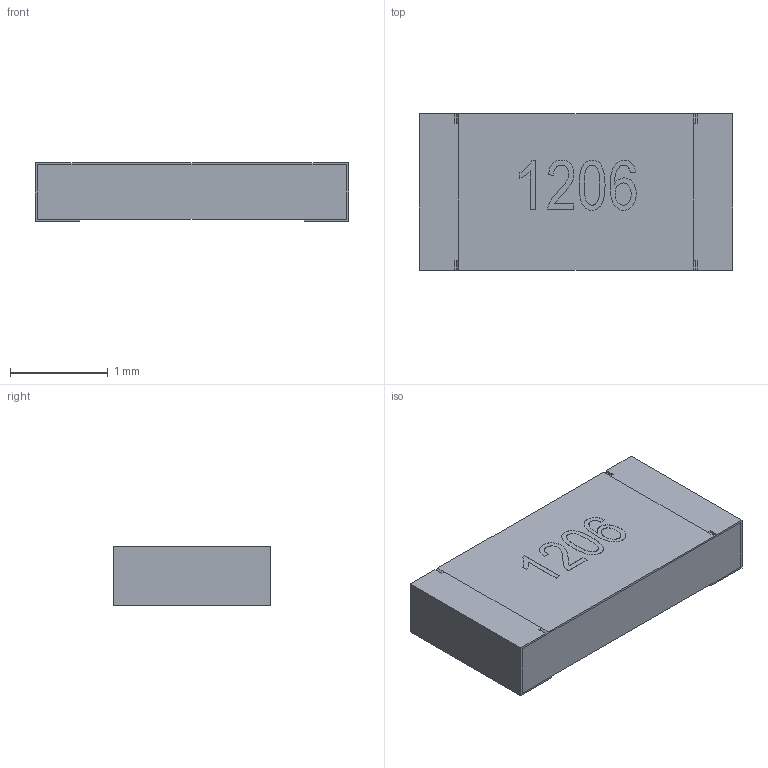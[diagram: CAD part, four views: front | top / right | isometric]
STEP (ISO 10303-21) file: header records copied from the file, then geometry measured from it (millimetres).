
FILE_DESCRIPTION(('FreeCAD Model'),'2;1');
FILE_NAME( 'R_1206.step', '2016-08-02T11:07:03',('Author'),(''), 'Open CASCADE STEP processor 6.8','FreeCAD','Unknown');
FILE_SCHEMA(('AUTOMOTIVE_DESIGN_CC2 { 1 2 10303 214 -1 1 5 4 }'));
Length unit declared in the file: millimetre
Products named in the file (2): ASSEMBLY; R_1206
Assembly tree (1 placements, depth 2):
  ASSEMBLY
    R_1206
Bounding box: 3.2 x 1.6 x 0.6 mm (x, y, z)
Volume: 3 mm3; surface area: 16 mm2
Topology: 1 solids, 1 shells, 83 faces, 217 edges, 142 vertices
Faces by surface type: plane 50, bspline 33
Entity records: 10092 total; most frequent: CARTESIAN_POINT 5543, DIRECTION 557, LINE 453, VECTOR 453, ORIENTED_EDGE 434, PCURVE 434, DEFINITIONAL_REPRESENTATION 434, EDGE_CURVE 217
